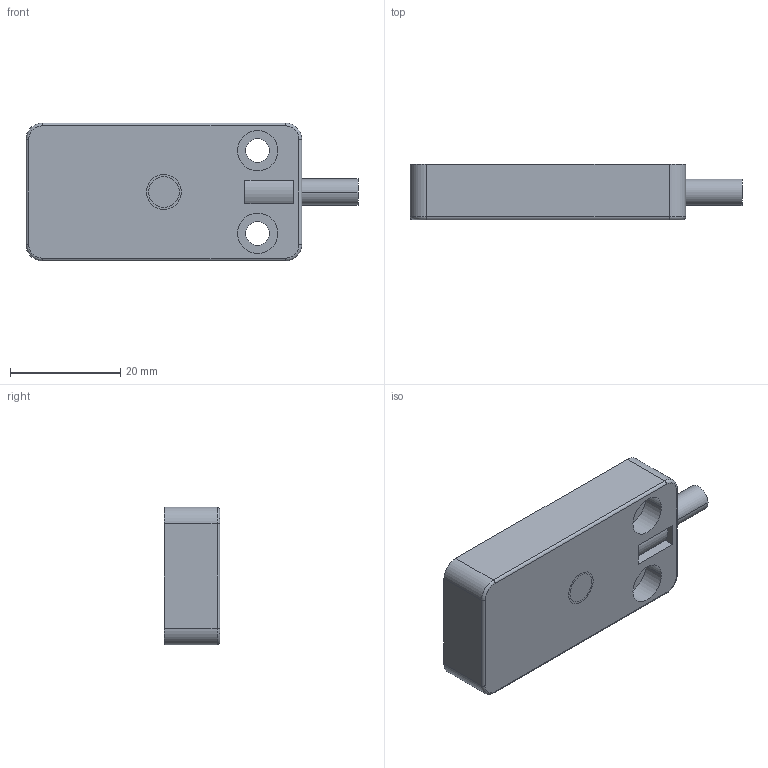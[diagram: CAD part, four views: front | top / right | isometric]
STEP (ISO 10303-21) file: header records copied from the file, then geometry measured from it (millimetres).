
FILE_DESCRIPTION((''),'2;1');
FILE_NAME('F33_ASSEBLY_ASM','2008-01-09T',('IndustrieHansa'),('Pepperl+Fuchs'),'PRO/ENGINEER BY PARAMETRIC TECHNOLOGY CORPORATION, 2006420','PRO/ENGINEER BY PARAMETRIC TECHNOLOGY CORPORATION, 2006420','');
FILE_SCHEMA(('AUTOMOTIVE_DESIGN_CC2 { 1 2 10303 214 -1 1 5 2 }'));
Length unit declared in the file: millimetre
Products named in the file (5): SG07785-F33-JK-HG_1; SG07786-F33-JK-WN_1; F33_CABLE_1; SG07789-F33-J-MA_ASM_1_ASM; F33_ASSEBLY_ASM
Assembly tree (4 placements, depth 3):
  F33_ASSEBLY_ASM
    SG07789-F33-J-MA_ASM_1_ASM
      SG07785-F33-JK-HG_1
      SG07786-F33-JK-WN_1
      F33_CABLE_1
Bounding box: 60.2 x 10.1 x 25 mm (x, y, z)
Volume: 12007.5 mm3; surface area: 4999.2 mm2
Topology: 3 solids, 3 shells, 53 faces, 192 edges, 164 vertices
Faces by surface type: cylinder 27, plane 20, torus 4, cone 2
Entity records: 2801 total; most frequent: DIRECTION 424, CARTESIAN_POINT 356, ORIENTED_EDGE 264, PRESENTATION_STYLE_ASSIGNMENT 201, STYLED_ITEM 201, CURVE_STYLE 198, AXIS2_PLACEMENT_3D 160, EDGE_CURVE 132
